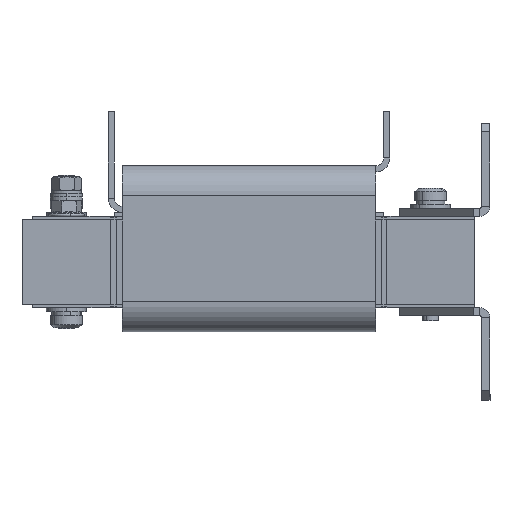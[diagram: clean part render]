
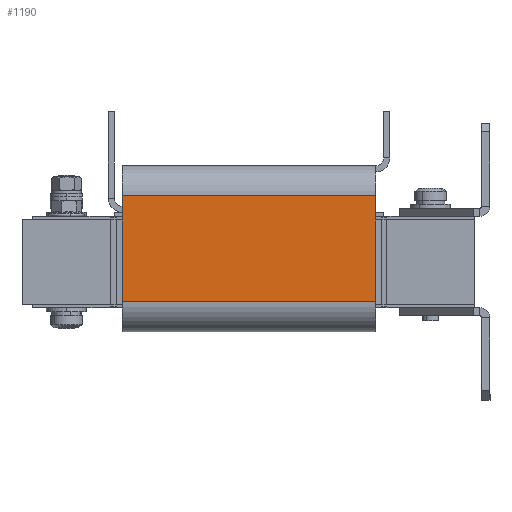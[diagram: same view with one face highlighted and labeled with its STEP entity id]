
A CAD part, left-side view. The second image highlights one B-rep face of the part: STEP entity #1190.
In plain terms, the highlighted planar face has unit normal (-1, 0, 0).
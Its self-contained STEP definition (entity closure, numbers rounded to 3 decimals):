
#224 = CARTESIAN_POINT ( 'NONE',  ( -122., 27.4, -19.75 ) ) ;
#691 = VERTEX_POINT ( 'NONE', #8586 ) ;
#811 = VERTEX_POINT ( 'NONE', #4490 ) ;
#884 = ORIENTED_EDGE ( 'NONE', *, *, #10601, .F. ) ;
#1190 = ADVANCED_FACE ( 'Defeature ausgef�hrt3_36', ( #6098 ), #12427, .F. ) ;
#1589 = VECTOR ( 'NONE', #6360, 1000. ) ;
#1757 = EDGE_CURVE ( 'Defeature ausgef�hrt3_36+Defeature ausgef�hrt3_35+Defeature ausgef�hrt3_30+Defeature ausgef�hrt3_29', #811, #14776, #2843, .T. ) ;
#2471 = VECTOR ( 'NONE', #14208, 1000. ) ;
#2639 = AXIS2_PLACEMENT_3D ( 'NONE', #18009, #10970, #13805 ) ;
#2843 = LINE ( 'NONE', #14499, #10010 ) ;
#3001 = CARTESIAN_POINT ( 'NONE',  ( -122., 27.4, -19.75 ) ) ;
#4490 = CARTESIAN_POINT ( 'NONE',  ( -122., 153.4, -19.75 ) ) ;
#5293 = LINE ( 'NONE', #3001, #2471 ) ;
#5460 = EDGE_CURVE ( 'Defeature ausgef�hrt3_37+Defeature ausgef�hrt3_36+Defeature ausgef�hrt3_30+Defeature ausgef�hrt3_29', #691, #12346, #16355, .T. ) ;
#6066 = ORIENTED_EDGE ( 'NONE', *, *, #13654, .T. ) ;
#6098 = FACE_OUTER_BOUND ( 'NONE', #13099, .T. ) ;
#6274 = VECTOR ( 'NONE', #9035, 1000. ) ;
#6360 = DIRECTION ( 'NONE',  ( 0., -1., 0. ) ) ;
#7493 = DIRECTION ( 'NONE',  ( 0., -1., 0. ) ) ;
#8339 = ORIENTED_EDGE ( 'NONE', *, *, #5460, .F. ) ;
#8586 = CARTESIAN_POINT ( 'NONE',  ( -122., 153.4, 32.95 ) ) ;
#9001 = CARTESIAN_POINT ( 'NONE',  ( -122., 153.4, 32.95 ) ) ;
#9035 = DIRECTION ( 'NONE',  ( 0., 0., 1. ) ) ;
#10010 = VECTOR ( 'NONE', #7493, 1000. ) ;
#10601 = EDGE_CURVE ( 'Defeature ausgef�hrt3_30+Defeature ausgef�hrt3_36+Defeature ausgef�hrt3_35+Defeature ausgef�hrt3_37', #811, #691, #13850, .T. ) ;
#10970 = DIRECTION ( 'NONE',  ( 1., 0., 0. ) ) ;
#12346 = VERTEX_POINT ( 'NONE', #16014 ) ;
#12427 = PLANE ( 'NONE',  #2639 ) ;
#13015 = CARTESIAN_POINT ( 'NONE',  ( -122., 153.4, -19.75 ) ) ;
#13099 = EDGE_LOOP ( 'NONE', ( #6066, #8339, #884, #14103 ) ) ;
#13654 = EDGE_CURVE ( 'Defeature ausgef�hrt3_36+Defeature ausgef�hrt3_29+Defeature ausgef�hrt3_35+Defeature ausgef�hrt3_37', #14776, #12346, #5293, .T. ) ;
#13805 = DIRECTION ( 'NONE',  ( 0., -1., 0. ) ) ;
#13850 = LINE ( 'NONE', #13015, #6274 ) ;
#14103 = ORIENTED_EDGE ( 'NONE', *, *, #1757, .T. ) ;
#14208 = DIRECTION ( 'NONE',  ( 0., 0., 1. ) ) ;
#14499 = CARTESIAN_POINT ( 'NONE',  ( -122., 153.4, -19.75 ) ) ;
#14776 = VERTEX_POINT ( 'NONE', #224 ) ;
#16014 = CARTESIAN_POINT ( 'NONE',  ( -122., 27.4, 32.95 ) ) ;
#16355 = LINE ( 'NONE', #9001, #1589 ) ;
#18009 = CARTESIAN_POINT ( 'NONE',  ( -122., 153.4, -19.75 ) ) ;
